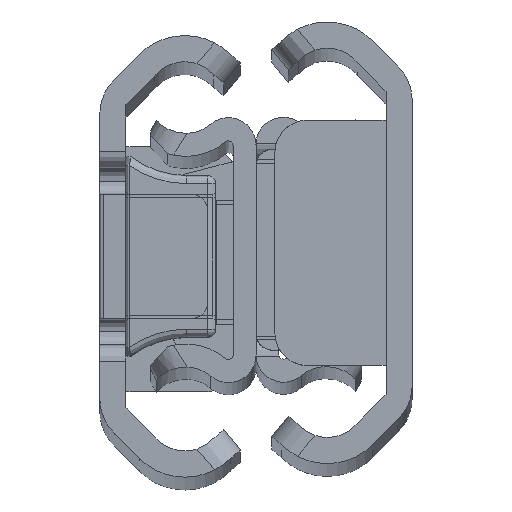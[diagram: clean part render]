
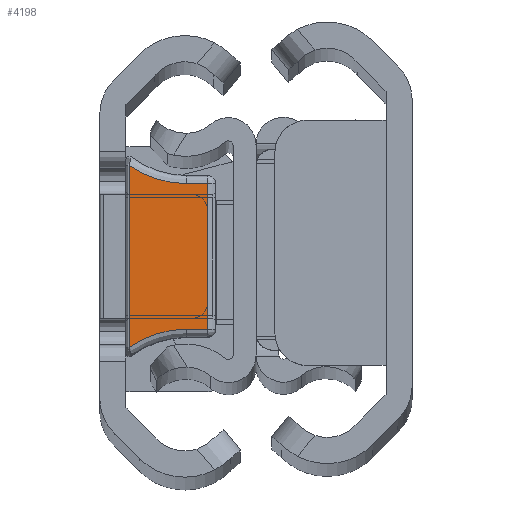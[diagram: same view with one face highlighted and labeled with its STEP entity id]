
A CAD part, top view. The second image highlights one B-rep face of the part: STEP entity #4198.
In plain terms, the highlighted planar face has unit normal (0, 0, 1).
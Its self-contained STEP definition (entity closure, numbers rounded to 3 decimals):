
#111 = VECTOR ( 'NONE', #1581, 1000. ) ;
#219 = CARTESIAN_POINT ( 'NONE',  ( -4.45, 3.7, 0. ) ) ;
#335 = CIRCLE ( 'NONE', #1192, 6.089 ) ;
#896 = ORIENTED_EDGE ( 'NONE', *, *, #2635, .T. ) ;
#960 = AXIS2_PLACEMENT_3D ( 'NONE', #3406, #4579, #5175 ) ;
#1192 = AXIS2_PLACEMENT_3D ( 'NONE', #6833, #3298, #7401 ) ;
#1217 = CARTESIAN_POINT ( 'NONE',  ( -4.45, 5., 0. ) ) ;
#1274 = VECTOR ( 'NONE', #4022, 1000. ) ;
#1311 = DIRECTION ( 'NONE',  ( 0., 1., 0. ) ) ;
#1354 = FACE_OUTER_BOUND ( 'NONE', #4612, .T. ) ;
#1461 = EDGE_CURVE ( 'NONE', #6641, #5921, #6751, .T. ) ;
#1581 = DIRECTION ( 'NONE',  ( 1., 0., 0. ) ) ;
#1756 = ORIENTED_EDGE ( 'NONE', *, *, #5210, .T. ) ;
#1790 = VECTOR ( 'NONE', #1311, 1000. ) ;
#2043 = CARTESIAN_POINT ( 'NONE',  ( 10.539, 3.7, 0. ) ) ;
#2072 = LINE ( 'NONE', #7397, #111 ) ;
#2635 = EDGE_CURVE ( 'NONE', #5238, #5369, #335, .T. ) ;
#3166 = ORIENTED_EDGE ( 'NONE', *, *, #4927, .T. ) ;
#3298 = DIRECTION ( 'NONE',  ( 0., 0., -1. ) ) ;
#3406 = CARTESIAN_POINT ( 'NONE',  ( -10.539, 3.7, 0. ) ) ;
#3749 = DIRECTION ( 'NONE',  ( 1., 0., 0. ) ) ;
#3798 = CARTESIAN_POINT ( 'NONE',  ( -4.45, 3.7, 0. ) ) ;
#4022 = DIRECTION ( 'NONE',  ( 0., -1., 0. ) ) ;
#4198 = ADVANCED_FACE ( 'NONE', ( #1354 ), #4236, .T. ) ;
#4203 = CARTESIAN_POINT ( 'NONE',  ( 4.45, 3.7, 0. ) ) ;
#4236 = PLANE ( 'NONE',  #5994 ) ;
#4432 = VECTOR ( 'NONE', #6784, 1000. ) ;
#4579 = DIRECTION ( 'NONE',  ( 0., 0., -1. ) ) ;
#4612 = EDGE_LOOP ( 'NONE', ( #3166, #7409, #896, #6707, #6620, #1756 ) ) ;
#4788 = EDGE_CURVE ( 'NONE', #5424, #5238, #2072, .T. ) ;
#4892 = CARTESIAN_POINT ( 'NONE',  ( 10.539, 5., 0. ) ) ;
#4910 = DIRECTION ( 'NONE',  ( 0., 0., 1. ) ) ;
#4927 = EDGE_CURVE ( 'NONE', #7408, #5424, #6985, .T. ) ;
#4970 = LINE ( 'NONE', #3798, #1274 ) ;
#5175 = DIRECTION ( 'NONE',  ( 1., 0., 0. ) ) ;
#5210 = EDGE_CURVE ( 'NONE', #5921, #7408, #4970, .T. ) ;
#5238 = VERTEX_POINT ( 'NONE', #5680 ) ;
#5369 = VERTEX_POINT ( 'NONE', #4203 ) ;
#5384 = LINE ( 'NONE', #5943, #1790 ) ;
#5424 = VERTEX_POINT ( 'NONE', #7164 ) ;
#5680 = CARTESIAN_POINT ( 'NONE',  ( 5.556, 0.2, 0. ) ) ;
#5921 = VERTEX_POINT ( 'NONE', #1217 ) ;
#5943 = CARTESIAN_POINT ( 'NONE',  ( 4.45, 3.7, 0. ) ) ;
#5994 = AXIS2_PLACEMENT_3D ( 'NONE', #2043, #4910, #3749 ) ;
#6491 = EDGE_CURVE ( 'NONE', #5369, #6641, #5384, .T. ) ;
#6620 = ORIENTED_EDGE ( 'NONE', *, *, #1461, .T. ) ;
#6641 = VERTEX_POINT ( 'NONE', #7391 ) ;
#6707 = ORIENTED_EDGE ( 'NONE', *, *, #6491, .T. ) ;
#6751 = LINE ( 'NONE', #4892, #4432 ) ;
#6784 = DIRECTION ( 'NONE',  ( -1., 0., 0. ) ) ;
#6833 = CARTESIAN_POINT ( 'NONE',  ( 10.539, 3.7, 0. ) ) ;
#6985 = CIRCLE ( 'NONE', #960, 6.089 ) ;
#7164 = CARTESIAN_POINT ( 'NONE',  ( -5.556, 0.2, 0. ) ) ;
#7391 = CARTESIAN_POINT ( 'NONE',  ( 4.45, 5., 0. ) ) ;
#7397 = CARTESIAN_POINT ( 'NONE',  ( 10.539, 0.2, 0. ) ) ;
#7401 = DIRECTION ( 'NONE',  ( 1., 0., 0. ) ) ;
#7408 = VERTEX_POINT ( 'NONE', #219 ) ;
#7409 = ORIENTED_EDGE ( 'NONE', *, *, #4788, .T. ) ;
